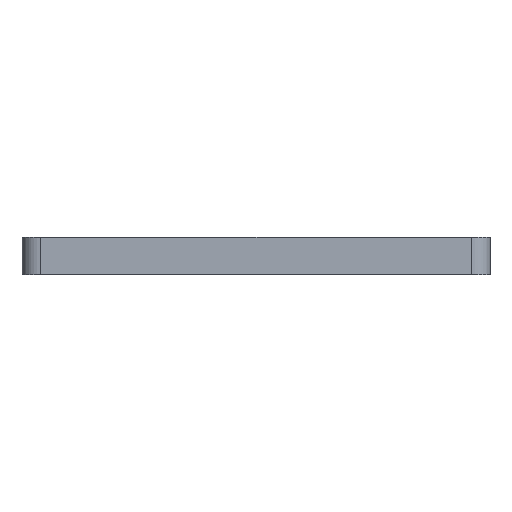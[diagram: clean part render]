
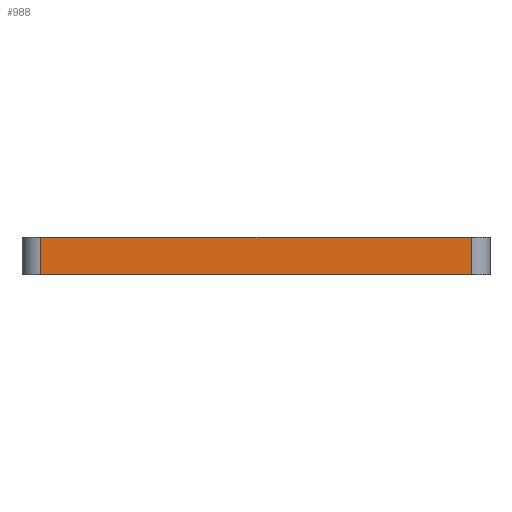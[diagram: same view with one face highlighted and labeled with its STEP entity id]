
A CAD part, left-side view. The second image highlights one B-rep face of the part: STEP entity #988.
In plain terms, the highlighted planar face has unit normal (-1, 0, 0).
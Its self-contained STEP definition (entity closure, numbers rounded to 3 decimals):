
#24 = FACE_OUTER_BOUND ( 'NONE', #514, .T. ) ;
#32 = LINE ( 'NONE', #267, #541 ) ;
#62 = DIRECTION ( 'NONE',  ( 0., 0., -1. ) ) ;
#71 = DIRECTION ( 'NONE',  ( 0., -1., 0. ) ) ;
#75 = CARTESIAN_POINT ( 'NONE',  ( -17.5, 23., 2. ) ) ;
#107 = ORIENTED_EDGE ( 'NONE', *, *, #1008, .F. ) ;
#115 = DIRECTION ( 'NONE',  ( 0., 0., 1. ) ) ;
#157 = CARTESIAN_POINT ( 'NONE',  ( -17.5, -23., 2. ) ) ;
#165 = CARTESIAN_POINT ( 'NONE',  ( -17.5, 23., -2. ) ) ;
#176 = PLANE ( 'NONE',  #811 ) ;
#267 = CARTESIAN_POINT ( 'NONE',  ( -17.5, -23., 2. ) ) ;
#351 = DIRECTION ( 'NONE',  ( 0., -1., 0. ) ) ;
#357 = VERTEX_POINT ( 'NONE', #165 ) ;
#363 = VECTOR ( 'NONE', #71, 1000. ) ;
#371 = CARTESIAN_POINT ( 'NONE',  ( -17.5, -25., 2. ) ) ;
#414 = CARTESIAN_POINT ( 'NONE',  ( -17.5, 23., 2. ) ) ;
#415 = VERTEX_POINT ( 'NONE', #75 ) ;
#514 = EDGE_LOOP ( 'NONE', ( #107, #693, #1094, #827 ) ) ;
#525 = VECTOR ( 'NONE', #351, 1000. ) ;
#541 = VECTOR ( 'NONE', #115, 1000. ) ;
#608 = LINE ( 'NONE', #698, #363 ) ;
#693 = ORIENTED_EDGE ( 'NONE', *, *, #873, .T. ) ;
#698 = CARTESIAN_POINT ( 'NONE',  ( -17.5, -25., -2. ) ) ;
#712 = CARTESIAN_POINT ( 'NONE',  ( -17.5, -25., 2. ) ) ;
#724 = VECTOR ( 'NONE', #62, 1000. ) ;
#734 = DIRECTION ( 'NONE',  ( 0., 0., -1. ) ) ;
#752 = VERTEX_POINT ( 'NONE', #766 ) ;
#766 = CARTESIAN_POINT ( 'NONE',  ( -17.5, -23., -2. ) ) ;
#796 = DIRECTION ( 'NONE',  ( 1., 0., 0. ) ) ;
#811 = AXIS2_PLACEMENT_3D ( 'NONE', #712, #796, #734 ) ;
#827 = ORIENTED_EDGE ( 'NONE', *, *, #959, .T. ) ;
#859 = LINE ( 'NONE', #414, #724 ) ;
#873 = EDGE_CURVE ( 'NONE', #415, #357, #859, .T. ) ;
#886 = EDGE_CURVE ( 'NONE', #357, #752, #608, .T. ) ;
#911 = VERTEX_POINT ( 'NONE', #157 ) ;
#959 = EDGE_CURVE ( 'NONE', #752, #911, #32, .T. ) ;
#988 = ADVANCED_FACE ( 'NONE', ( #24 ), #176, .F. ) ;
#1008 = EDGE_CURVE ( 'NONE', #415, #911, #1058, .T. ) ;
#1058 = LINE ( 'NONE', #371, #525 ) ;
#1094 = ORIENTED_EDGE ( 'NONE', *, *, #886, .T. ) ;
